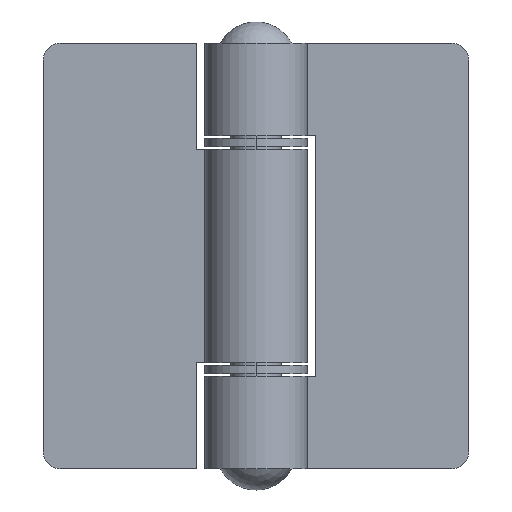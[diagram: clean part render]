
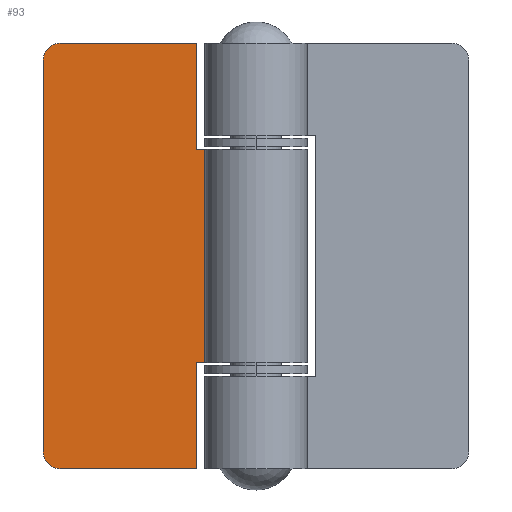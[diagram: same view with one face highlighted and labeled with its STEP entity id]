
A CAD part, top view. The second image highlights one B-rep face of the part: STEP entity #93.
In plain terms, the highlighted planar face has unit normal (0, 0, 1).
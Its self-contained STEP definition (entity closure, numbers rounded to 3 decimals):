
#4 = ORIENTED_EDGE ( 'NONE', *, *, #79, .F. ) ;
#5 = EDGE_CURVE ( 'NONE', #80, #7, #258, .T. ) ;
#6 = ORIENTED_EDGE ( 'NONE', *, *, #5, .F. ) ;
#7 = VERTEX_POINT ( 'NONE', #254 ) ;
#47 = EDGE_CURVE ( 'NONE', #72, #48, #336, .T. ) ;
#48 = VERTEX_POINT ( 'NONE', #332 ) ;
#59 = VERTEX_POINT ( 'NONE', #373 ) ;
#61 = EDGE_CURVE ( 'NONE', #62, #59, #372, .T. ) ;
#62 = VERTEX_POINT ( 'NONE', #368 ) ;
#72 = VERTEX_POINT ( 'NONE', #412 ) ;
#77 = VERTEX_POINT ( 'NONE', #402 ) ;
#79 = EDGE_CURVE ( 'NONE', #77, #80, #401, .T. ) ;
#80 = VERTEX_POINT ( 'NONE', #397 ) ;
#92 = EDGE_CURVE ( 'NONE', #111, #115, #439, .T. ) ;
#93 = ADVANCED_FACE ( 'NONE', ( #435 ), #434, .F. ) ;
#94 = EDGE_LOOP ( 'NONE', ( #95, #97, #98, #100, #101, #1732, #1731, #1730, #6, #4 ) ) ;
#95 = ORIENTED_EDGE ( 'NONE', *, *, #96, .F. ) ;
#96 = EDGE_CURVE ( 'NONE', #111, #77, #429, .T. ) ;
#97 = ORIENTED_EDGE ( 'NONE', *, *, #92, .T. ) ;
#98 = ORIENTED_EDGE ( 'NONE', *, *, #99, .F. ) ;
#99 = EDGE_CURVE ( 'NONE', #62, #115, #424, .T. ) ;
#100 = ORIENTED_EDGE ( 'NONE', *, *, #61, .T. ) ;
#101 = ORIENTED_EDGE ( 'NONE', *, *, #102, .F. ) ;
#102 = EDGE_CURVE ( 'NONE', #103, #59, #481, .T. ) ;
#103 = VERTEX_POINT ( 'NONE', #477 ) ;
#111 = VERTEX_POINT ( 'NONE', #457 ) ;
#115 = VERTEX_POINT ( 'NONE', #452 ) ;
#254 = CARTESIAN_POINT ( 'NONE',  ( -7., 12.55, -3. ) ) ;
#255 = DIRECTION ( 'NONE',  ( 0., -1., 0. ) ) ;
#256 = VECTOR ( 'NONE', #255, 1000. ) ;
#257 = CARTESIAN_POINT ( 'NONE',  ( -7., 25., -3. ) ) ;
#258 = LINE ( 'NONE', #257, #256 ) ;
#332 = CARTESIAN_POINT ( 'NONE',  ( -5.196, -12.55, -3. ) ) ;
#333 = DIRECTION ( 'NONE',  ( 0., -1., 0. ) ) ;
#334 = VECTOR ( 'NONE', #333, 1000. ) ;
#335 = CARTESIAN_POINT ( 'NONE',  ( -5.196, 25., -3. ) ) ;
#336 = LINE ( 'NONE', #335, #334 ) ;
#368 = CARTESIAN_POINT ( 'NONE',  ( -23., -25., -3. ) ) ;
#369 = DIRECTION ( 'NONE',  ( 1., 0., 0. ) ) ;
#370 = VECTOR ( 'NONE', #369, 1000. ) ;
#371 = CARTESIAN_POINT ( 'NONE',  ( -25., -25., -3. ) ) ;
#372 = LINE ( 'NONE', #371, #370 ) ;
#373 = CARTESIAN_POINT ( 'NONE',  ( -7., -25., -3. ) ) ;
#397 = CARTESIAN_POINT ( 'NONE',  ( -7., 25., -3. ) ) ;
#398 = DIRECTION ( 'NONE',  ( 1., 0., 0. ) ) ;
#399 = VECTOR ( 'NONE', #398, 1000. ) ;
#400 = CARTESIAN_POINT ( 'NONE',  ( -25., 25., -3. ) ) ;
#401 = LINE ( 'NONE', #400, #399 ) ;
#402 = CARTESIAN_POINT ( 'NONE',  ( -23., 25., -3. ) ) ;
#412 = CARTESIAN_POINT ( 'NONE',  ( -5.196, 12.55, -3. ) ) ;
#422 = CARTESIAN_POINT ( 'NONE',  ( -23., -23., -3. ) ) ;
#423 = AXIS2_PLACEMENT_3D ( 'NONE', #422, #483, #482 ) ;
#424 = CIRCLE ( 'NONE', #423, 2. ) ;
#425 = DIRECTION ( 'NONE',  ( -1., 0., 0. ) ) ;
#426 = DIRECTION ( 'NONE',  ( 0., 0., -1. ) ) ;
#427 = CARTESIAN_POINT ( 'NONE',  ( -23., 23., -3. ) ) ;
#428 = AXIS2_PLACEMENT_3D ( 'NONE', #427, #426, #425 ) ;
#429 = CIRCLE ( 'NONE', #428, 2. ) ;
#430 = DIRECTION ( 'NONE',  ( -1., 0., 0. ) ) ;
#431 = DIRECTION ( 'NONE',  ( 0., 0., -1. ) ) ;
#432 = CARTESIAN_POINT ( 'NONE',  ( -25., 25., -3. ) ) ;
#433 = AXIS2_PLACEMENT_3D ( 'NONE', #432, #431, #430 ) ;
#434 = PLANE ( 'NONE',  #433 ) ;
#435 = FACE_OUTER_BOUND ( 'NONE', #94, .T. ) ;
#436 = DIRECTION ( 'NONE',  ( 0., -1., 0. ) ) ;
#437 = VECTOR ( 'NONE', #436, 1000. ) ;
#438 = CARTESIAN_POINT ( 'NONE',  ( -25., 25., -3. ) ) ;
#439 = LINE ( 'NONE', #438, #437 ) ;
#452 = CARTESIAN_POINT ( 'NONE',  ( -25., -23., -3. ) ) ;
#457 = CARTESIAN_POINT ( 'NONE',  ( -25., 23., -3. ) ) ;
#477 = CARTESIAN_POINT ( 'NONE',  ( -7., -12.55, -3. ) ) ;
#478 = DIRECTION ( 'NONE',  ( 0., -1., 0. ) ) ;
#479 = VECTOR ( 'NONE', #478, 1000. ) ;
#480 = CARTESIAN_POINT ( 'NONE',  ( -7., 25., -3. ) ) ;
#481 = LINE ( 'NONE', #480, #479 ) ;
#482 = DIRECTION ( 'NONE',  ( -1., 0., 0. ) ) ;
#483 = DIRECTION ( 'NONE',  ( 0., 0., -1. ) ) ;
#823 = DIRECTION ( 'NONE',  ( 1., 0., 0. ) ) ;
#824 = VECTOR ( 'NONE', #823, 1000. ) ;
#825 = CARTESIAN_POINT ( 'NONE',  ( -25., 12.55, -3. ) ) ;
#826 = LINE ( 'NONE', #825, #824 ) ;
#833 = DIRECTION ( 'NONE',  ( -1., 0., 0. ) ) ;
#834 = VECTOR ( 'NONE', #833, 1000. ) ;
#835 = CARTESIAN_POINT ( 'NONE',  ( -25., -12.55, -3. ) ) ;
#836 = LINE ( 'NONE', #835, #834 ) ;
#1729 = EDGE_CURVE ( 'NONE', #48, #103, #836, .T. ) ;
#1730 = ORIENTED_EDGE ( 'NONE', *, *, #1734, .F. ) ;
#1731 = ORIENTED_EDGE ( 'NONE', *, *, #47, .F. ) ;
#1732 = ORIENTED_EDGE ( 'NONE', *, *, #1729, .F. ) ;
#1734 = EDGE_CURVE ( 'NONE', #7, #72, #826, .T. ) ;
